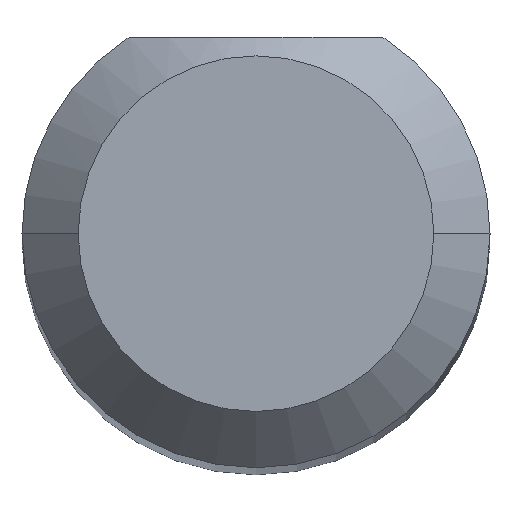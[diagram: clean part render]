
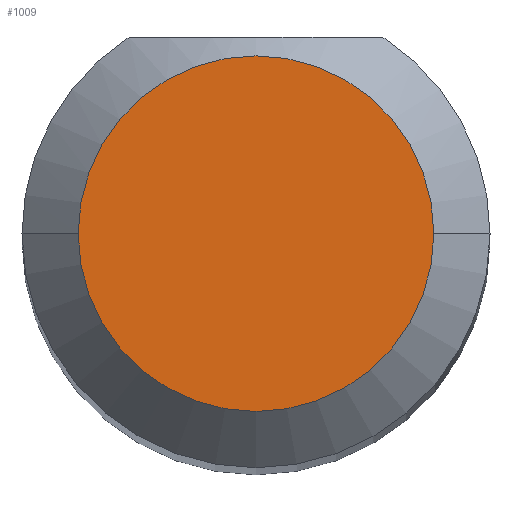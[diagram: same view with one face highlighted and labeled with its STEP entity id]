
A CAD part, top view. The second image highlights one B-rep face of the part: STEP entity #1009.
In plain terms, the highlighted planar face has unit normal (0, 0, 1).
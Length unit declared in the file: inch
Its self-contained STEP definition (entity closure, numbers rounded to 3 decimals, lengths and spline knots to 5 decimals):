
#30 = EDGE_LOOP ( 'NONE', ( #982, #779 ) ) ;
#152 = AXIS2_PLACEMENT_3D ( 'NONE', #864, #604, #258 ) ;
#191 = PLANE ( 'NONE',  #530 ) ;
#201 = CARTESIAN_POINT ( 'NONE',  ( 0., 0., 1.5 ) ) ;
#217 = CIRCLE ( 'NONE', #152, 0.0475 ) ;
#258 = DIRECTION ( 'NONE',  ( 1., 0., 0. ) ) ;
#405 = VERTEX_POINT ( 'NONE', #1057 ) ;
#449 = DIRECTION ( 'NONE',  ( 0., 0., 1. ) ) ;
#493 = EDGE_CURVE ( 'NONE', #814, #405, #606, .T. ) ;
#530 = AXIS2_PLACEMENT_3D ( 'NONE', #1045, #624, #533 ) ;
#533 = DIRECTION ( 'NONE',  ( 1., 0., 0. ) ) ;
#604 = DIRECTION ( 'NONE',  ( 0., 0., 1. ) ) ;
#606 = CIRCLE ( 'NONE', #961, 0.0475 ) ;
#624 = DIRECTION ( 'NONE',  ( 0., 0., 1. ) ) ;
#631 = DIRECTION ( 'NONE',  ( 1., 0., 0. ) ) ;
#656 = EDGE_CURVE ( 'NONE', #405, #814, #217, .T. ) ;
#779 = ORIENTED_EDGE ( 'NONE', *, *, #493, .T. ) ;
#814 = VERTEX_POINT ( 'NONE', #1050 ) ;
#864 = CARTESIAN_POINT ( 'NONE',  ( 0., 0., 1.5 ) ) ;
#961 = AXIS2_PLACEMENT_3D ( 'NONE', #201, #449, #631 ) ;
#982 = ORIENTED_EDGE ( 'NONE', *, *, #656, .T. ) ;
#1009 = ADVANCED_FACE ( 'NONE', ( #1039 ), #191, .T. ) ;
#1039 = FACE_OUTER_BOUND ( 'NONE', #30, .T. ) ;
#1045 = CARTESIAN_POINT ( 'NONE',  ( 0., 0., 1.5 ) ) ;
#1050 = CARTESIAN_POINT ( 'NONE',  ( 0.0475, 0., 1.5 ) ) ;
#1057 = CARTESIAN_POINT ( 'NONE',  ( -0.0475, 0., 1.5 ) ) ;
